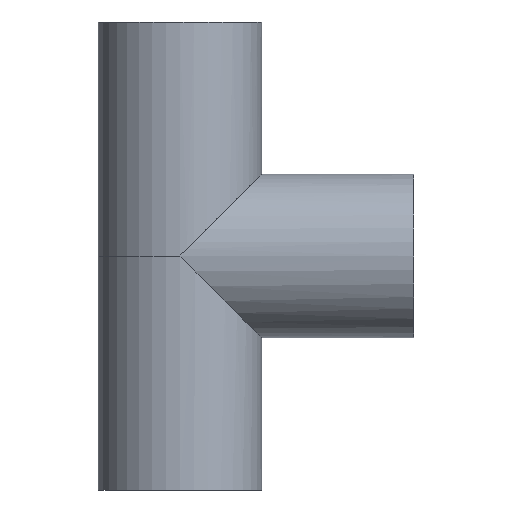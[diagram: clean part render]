
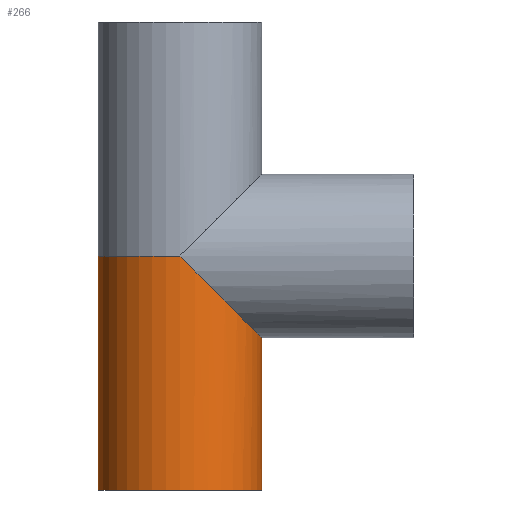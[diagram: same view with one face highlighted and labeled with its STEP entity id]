
A CAD part, front view. The second image highlights one B-rep face of the part: STEP entity #266.
In plain terms, the highlighted cylindrical face has radius 35 mm (diameter 70 mm), a partial arc.
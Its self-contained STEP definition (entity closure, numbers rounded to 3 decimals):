
#31 = ORIENTED_EDGE ( 'NONE', *, *, #48, .F. ) ;
#48 = EDGE_CURVE ( 'NONE', #791, #73, #855, .T. ) ;
#66 = FACE_OUTER_BOUND ( 'NONE', #1096, .T. ) ;
#73 = VERTEX_POINT ( 'NONE', #658 ) ;
#81 = ORIENTED_EDGE ( 'NONE', *, *, #1192, .F. ) ;
#130 = AXIS2_PLACEMENT_3D ( 'NONE', #185, #656, #473 ) ;
#185 = CARTESIAN_POINT ( 'NONE',  ( 0., 0., 100. ) ) ;
#188 = LINE ( 'NONE', #851, #1102 ) ;
#246 = LINE ( 'NONE', #1010, #343 ) ;
#266 = ADVANCED_FACE ( 'NONE', ( #66 ), #437, .T. ) ;
#328 = DIRECTION ( 'NONE',  ( 1., 0., 0. ) ) ;
#339 = EDGE_CURVE ( 'NONE', #791, #507, #188, .T. ) ;
#343 = VECTOR ( 'NONE', #447, 1000. ) ;
#346 = ORIENTED_EDGE ( 'NONE', *, *, #678, .T. ) ;
#377 = VERTEX_POINT ( 'NONE', #777 ) ;
#388 = CARTESIAN_POINT ( 'NONE',  ( 0., 0., 0. ) ) ;
#411 = CARTESIAN_POINT ( 'NONE',  ( 35., 0., -100. ) ) ;
#415 = CARTESIAN_POINT ( 'NONE',  ( 35., 0., -35. ) ) ;
#437 = CYLINDRICAL_SURFACE ( 'NONE', #130, 35. ) ;
#447 = DIRECTION ( 'NONE',  ( 0., 0., -1. ) ) ;
#473 = DIRECTION ( 'NONE',  ( -1., 0., 0. ) ) ;
#495 = CARTESIAN_POINT ( 'NONE',  ( 35., -20.503, -35. ) ) ;
#507 = VERTEX_POINT ( 'NONE', #804 ) ;
#653 = DIRECTION ( 'NONE',  ( 0., 0., 1. ) ) ;
#656 = DIRECTION ( 'NONE',  ( 0., 0., -1. ) ) ;
#658 = CARTESIAN_POINT ( 'NONE',  ( 0., -35., 0. ) ) ;
#678 = EDGE_CURVE ( 'NONE', #507, #1064, #1017, .T. ) ;
#707 = ORIENTED_EDGE ( 'NONE', *, *, #339, .T. ) ;
#711 = AXIS2_PLACEMENT_3D ( 'NONE', #388, #653, #1040 ) ;
#777 = CARTESIAN_POINT ( 'NONE',  ( 35., 0., -35. ) ) ;
#791 = VERTEX_POINT ( 'NONE', #1117 ) ;
#802 = CARTESIAN_POINT ( 'NONE',  ( 0., 0., -100. ) ) ;
#803 = EDGE_CURVE ( 'NONE', #377, #1064, #246, .T. ) ;
#804 = CARTESIAN_POINT ( 'NONE',  ( -35., 0., -100. ) ) ;
#805 = DIRECTION ( 'NONE',  ( 0., 0., 1. ) ) ;
#851 = CARTESIAN_POINT ( 'NONE',  ( -35., 0., 100. ) ) ;
#855 = CIRCLE ( 'NONE', #711, 35. ) ;
#904 = ORIENTED_EDGE ( 'NONE', *, *, #803, .F. ) ;
#978 = CARTESIAN_POINT ( 'NONE',  ( 20.503, -35., -20.503 ) ) ;
#1010 = CARTESIAN_POINT ( 'NONE',  ( 35., 0., 100. ) ) ;
#1017 = CIRCLE ( 'NONE', #1136, 35. ) ;
#1040 = DIRECTION ( 'NONE',  ( 1., 0., 0. ) ) ;
#1048 = DIRECTION ( 'NONE',  ( 0., 0., -1. ) ) ;
#1049 = CARTESIAN_POINT ( 'NONE',  ( 0., -35., 0. ) ) ;
#1064 = VERTEX_POINT ( 'NONE', #411 ) ;
#1096 = EDGE_LOOP ( 'NONE', ( #904, #81, #31, #707, #346 ) ) ;
#1102 = VECTOR ( 'NONE', #1048, 1000. ) ;
#1117 = CARTESIAN_POINT ( 'NONE',  ( -35., 0., 0. ) ) ;
#1136 = AXIS2_PLACEMENT_3D ( 'NONE', #802, #805, #328 ) ;
#1154 =( BOUNDED_CURVE ( )  B_SPLINE_CURVE ( 3, ( #1049, #978, #495, #415 ),
 .UNSPECIFIED., .F., .T. ) 
 B_SPLINE_CURVE_WITH_KNOTS ( ( 4, 4 ),
 ( 4.712, 6.283 ),
 .UNSPECIFIED. ) 
 CURVE ( )  GEOMETRIC_REPRESENTATION_ITEM ( )  RATIONAL_B_SPLINE_CURVE ( ( 1., 0.805, 0.805, 1. ) ) 
 REPRESENTATION_ITEM ( '' )  );
#1192 = EDGE_CURVE ( 'NONE', #73, #377, #1154, .T. ) ;
